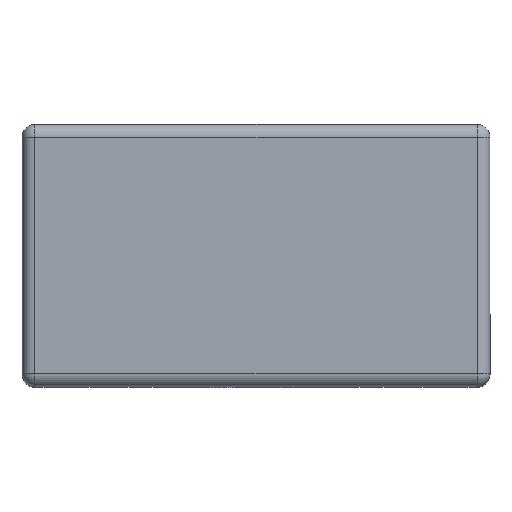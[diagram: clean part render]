
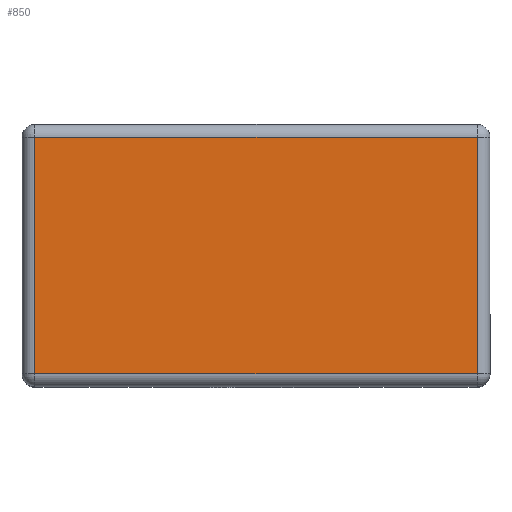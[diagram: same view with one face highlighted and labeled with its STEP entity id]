
A CAD part, top view. The second image highlights one B-rep face of the part: STEP entity #850.
In plain terms, the highlighted planar face has unit normal (0, 0, 1).
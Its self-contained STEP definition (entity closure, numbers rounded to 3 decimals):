
#397 = CARTESIAN_POINT ( 'NONE',  ( 0., 0., 14.2 ) ) ;
#592 = PLANE ( 'NONE',  #6841 ) ;
#728 = CARTESIAN_POINT ( 'NONE',  ( -9.1, 4.6, 14.2 ) ) ;
#850 = ADVANCED_FACE ( 'NONE', ( #1539 ), #592, .T. ) ;
#1287 = ORIENTED_EDGE ( 'NONE', *, *, #11773, .T. ) ;
#1539 = FACE_OUTER_BOUND ( 'NONE', #7472, .T. ) ;
#2024 = CARTESIAN_POINT ( 'NONE',  ( -8.6, 4.6, 14.2 ) ) ;
#2151 = VECTOR ( 'NONE', #6825, 1000. ) ;
#2674 = EDGE_CURVE ( 'NONE', #8437, #12958, #12947, .T. ) ;
#4196 = ORIENTED_EDGE ( 'NONE', *, *, #13436, .T. ) ;
#4479 = VECTOR ( 'NONE', #10437, 1000. ) ;
#4878 = EDGE_CURVE ( 'NONE', #10250, #5524, #7214, .T. ) ;
#4930 = DIRECTION ( 'NONE',  ( -1., 0., 0. ) ) ;
#5314 = VECTOR ( 'NONE', #4930, 1000. ) ;
#5368 = CARTESIAN_POINT ( 'NONE',  ( -8.6, -5.1, 14.2 ) ) ;
#5524 = VERTEX_POINT ( 'NONE', #10275 ) ;
#6511 = LINE ( 'NONE', #7736, #12817 ) ;
#6825 = DIRECTION ( 'NONE',  ( 0., 1., 0. ) ) ;
#6841 = AXIS2_PLACEMENT_3D ( 'NONE', #397, #7644, #12880 ) ;
#7016 = ORIENTED_EDGE ( 'NONE', *, *, #2674, .T. ) ;
#7214 = LINE ( 'NONE', #5368, #4479 ) ;
#7472 = EDGE_LOOP ( 'NONE', ( #12465, #1287, #7016, #4196 ) ) ;
#7644 = DIRECTION ( 'NONE',  ( 0., 0., 1. ) ) ;
#7673 = DIRECTION ( 'NONE',  ( 1., 0., 0. ) ) ;
#7736 = CARTESIAN_POINT ( 'NONE',  ( 9.1, -4.6, 14.2 ) ) ;
#7913 = CARTESIAN_POINT ( 'NONE',  ( 8.6, -4.6, 14.2 ) ) ;
#8107 = LINE ( 'NONE', #728, #5314 ) ;
#8180 = CARTESIAN_POINT ( 'NONE',  ( 8.6, 4.6, 14.2 ) ) ;
#8437 = VERTEX_POINT ( 'NONE', #7913 ) ;
#10250 = VERTEX_POINT ( 'NONE', #2024 ) ;
#10275 = CARTESIAN_POINT ( 'NONE',  ( -8.6, -4.6, 14.2 ) ) ;
#10437 = DIRECTION ( 'NONE',  ( 0., -1., 0. ) ) ;
#11773 = EDGE_CURVE ( 'NONE', #5524, #8437, #6511, .T. ) ;
#11984 = CARTESIAN_POINT ( 'NONE',  ( 8.6, 5.1, 14.2 ) ) ;
#12465 = ORIENTED_EDGE ( 'NONE', *, *, #4878, .T. ) ;
#12817 = VECTOR ( 'NONE', #7673, 1000. ) ;
#12880 = DIRECTION ( 'NONE',  ( 1., 0., 0. ) ) ;
#12947 = LINE ( 'NONE', #11984, #2151 ) ;
#12958 = VERTEX_POINT ( 'NONE', #8180 ) ;
#13436 = EDGE_CURVE ( 'NONE', #12958, #10250, #8107, .T. ) ;
